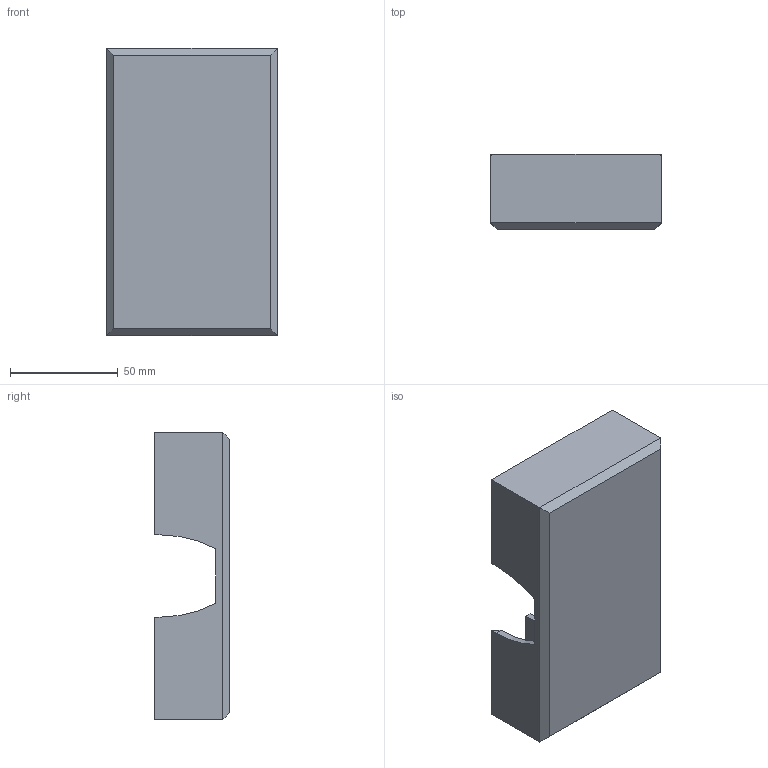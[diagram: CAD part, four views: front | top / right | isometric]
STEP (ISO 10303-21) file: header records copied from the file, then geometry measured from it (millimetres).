
FILE_DESCRIPTION(/* description */ (''),/* implementation_level */ '2;1');
FILE_NAME(/* name */ 'Half Drill Bits L Bot.step',/* time_stamp */ '2021-03-02T06:24:21-05:00',/* author */ ('elizh'),/* organization */ (''),/* preprocessor_version */ 'ST-DEVELOPER v18.1',/* originating_system */ 'Autodesk Inventor 2021',/* authorisation */ '');
FILE_SCHEMA (('AUTOMOTIVE_DESIGN { 1 0 10303 214 3 1 1 }'));
Length unit declared in the file: inch
Products named in the file (1): Drill Bits Tray (5 length)
Bounding box: 79.38 x 34.92 x 133.35 mm (x, y, z)
Volume: 94913.5 mm3; surface area: 57942.6 mm2
Topology: 1 solids, 1 shells, 120 faces, 258 edges, 140 vertices
Faces by surface type: plane 62, cylinder 42, sphere 16
Entity records: 3181 total; most frequent: DIRECTION 584, CARTESIAN_POINT 519, ORIENTED_EDGE 516, EDGE_CURVE 258, AXIS2_PLACEMENT_3D 205, LINE 174, VECTOR 174, VERTEX_POINT 140
